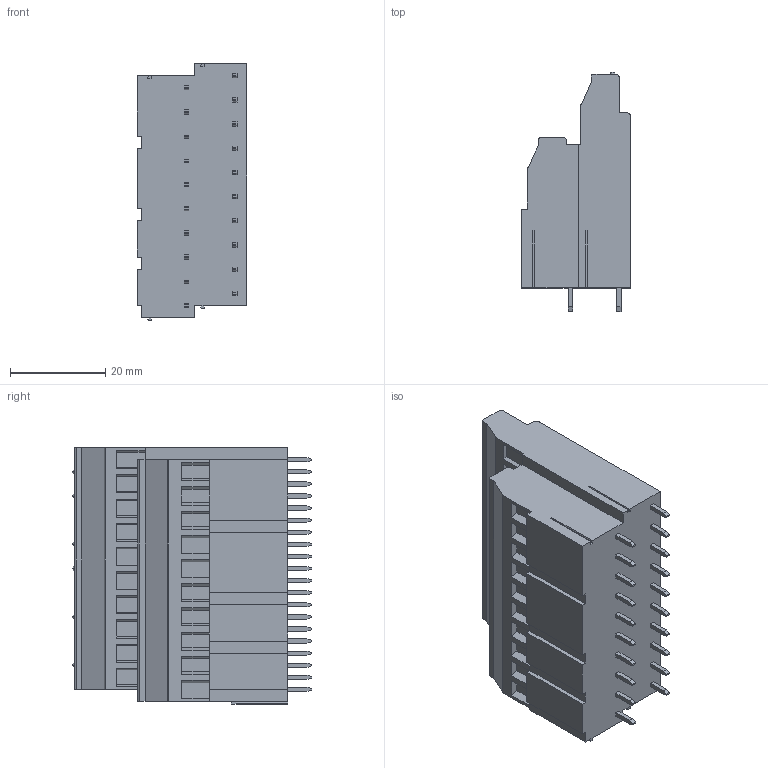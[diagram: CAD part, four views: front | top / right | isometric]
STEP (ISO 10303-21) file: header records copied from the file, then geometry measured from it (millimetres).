
FILE_DESCRIPTION((''),'2;1');
FILE_NAME('TL324VH2','2024-12-26T',('yanfa'),(''),'PRO/ENGINEER BY PARAMETRIC TECHNOLOGY CORPORATION, 2009280','PRO/ENGINEER BY PARAMETRIC TECHNOLOGY CORPORATION, 2009280','');
FILE_SCHEMA(('AUTOMOTIVE_DESIGN_CC2 { 1 2 10303 214 -1 1 5 2 }'));
Length unit declared in the file: millimetre
Products named in the file (1): TL324VH2
Bounding box: 23.1 x 50.3 x 53.94 mm (x, y, z)
Volume: 39422.8 mm3; surface area: 10865.7 mm2
Topology: 1 solids, 1 shells, 607 faces, 1691 edges, 1120 vertices
Faces by surface type: plane 460, cylinder 95, torus 40, sphere 12
Entity records: 19583 total; most frequent: CARTESIAN_POINT 3846, ORIENTED_EDGE 3358, DIRECTION 3147, EDGE_CURVE 1679, VECTOR 1265, LINE 1265, VERTEX_POINT 1120, AXIS2_PLACEMENT_3D 941
